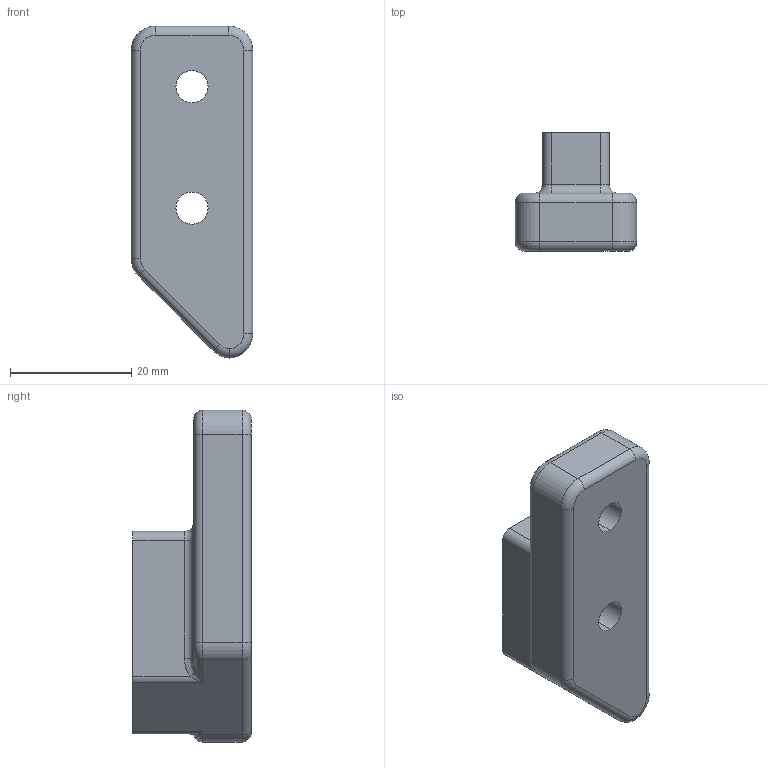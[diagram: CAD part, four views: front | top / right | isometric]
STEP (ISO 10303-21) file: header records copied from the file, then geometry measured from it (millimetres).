
FILE_DESCRIPTION (( 'STEP AP214' ), '1' );
FILE_NAME ('AFrontIdlerBottom.STEP', '2025-03-03T08:04:34', ( '' ), ( '' ), 'SwSTEP 2.0', 'SolidWorks 2024', '' );
FILE_SCHEMA (( 'AUTOMOTIVE_DESIGN' ));
Length unit declared in the file: millimetre
Products named in the file (1): AFrontIdlerBottom
Bounding box: 20 x 19.5 x 54.7 mm (x, y, z)
Volume: 11794.6 mm3; surface area: 4235.8 mm2
Topology: 1 solids, 1 shells, 53 faces, 126 edges, 73 vertices
Faces by surface type: cylinder 25, torus 13, plane 10, bspline 5
Entity records: 2259 total; most frequent: CARTESIAN_POINT 445, DIRECTION 268, ORIENTED_EDGE 248, EDGE_CURVE 124, AXIS2_PLACEMENT_3D 110, VERTEX_POINT 73, CIRCLE 61, EDGE_LOOP 57
